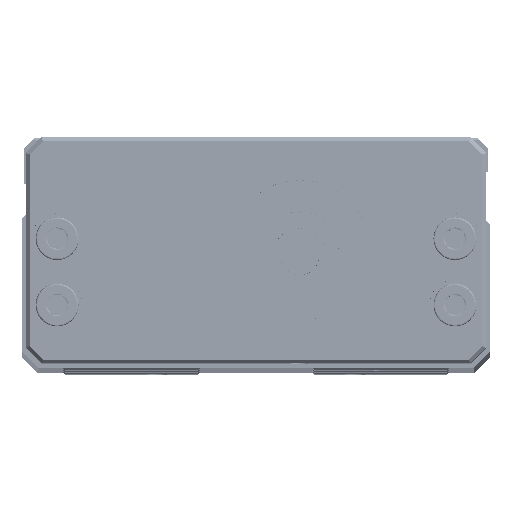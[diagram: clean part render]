
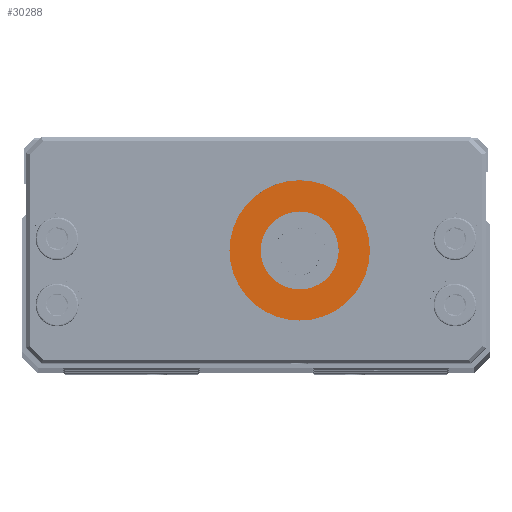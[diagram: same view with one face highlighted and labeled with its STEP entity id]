
A CAD part, top view. The second image highlights one B-rep face of the part: STEP entity #30288.
In plain terms, the highlighted planar face has unit normal (0, 0, 1).
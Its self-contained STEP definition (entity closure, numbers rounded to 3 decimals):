
#296 = EDGE_CURVE ( 'NONE', #13606, #22439, #53731, .T. ) ;
#342 = EDGE_CURVE ( 'NONE', #50061, #2568, #3252, .T. ) ;
#2030 = FACE_OUTER_BOUND ( 'NONE', #16463, .T. ) ;
#2324 = DIRECTION ( 'NONE',  ( 0., 0., -1. ) ) ;
#2568 = VERTEX_POINT ( 'NONE', #44526 ) ;
#2989 = DIRECTION ( 'NONE',  ( 0., 0., 1. ) ) ;
#3252 = CIRCLE ( 'NONE', #25930, 5. ) ;
#4850 = ORIENTED_EDGE ( 'NONE', *, *, #13696, .T. ) ;
#6992 = CARTESIAN_POINT ( 'NONE',  ( 35.1, -14.5, 8. ) ) ;
#8521 = DIRECTION ( 'NONE',  ( 0., 0., -1. ) ) ;
#13606 = VERTEX_POINT ( 'NONE', #35561 ) ;
#13696 = EDGE_CURVE ( 'NONE', #2568, #50061, #49694, .T. ) ;
#14796 = DIRECTION ( 'NONE',  ( 1., 0., 0. ) ) ;
#15081 = CIRCLE ( 'NONE', #37743, 9. ) ;
#16463 = EDGE_LOOP ( 'NONE', ( #33111, #38629 ) ) ;
#22439 = VERTEX_POINT ( 'NONE', #54097 ) ;
#24446 = DIRECTION ( 'NONE',  ( 0., 0., 1. ) ) ;
#25930 = AXIS2_PLACEMENT_3D ( 'NONE', #6992, #8521, #50860 ) ;
#27170 = DIRECTION ( 'NONE',  ( 1., 0., 0. ) ) ;
#27505 = DIRECTION ( 'NONE',  ( 1., 0., 0. ) ) ;
#27669 = CARTESIAN_POINT ( 'NONE',  ( 35.1, -14.5, 8. ) ) ;
#30288 = ADVANCED_FACE ( 'NONE', ( #2030, #61050 ), #61681, .T. ) ;
#30770 = EDGE_CURVE ( 'NONE', #22439, #13606, #15081, .T. ) ;
#31511 = AXIS2_PLACEMENT_3D ( 'NONE', #37192, #2989, #27505 ) ;
#33111 = ORIENTED_EDGE ( 'NONE', *, *, #296, .T. ) ;
#35561 = CARTESIAN_POINT ( 'NONE',  ( 44.1, -14.5, 8. ) ) ;
#36518 = CARTESIAN_POINT ( 'NONE',  ( 35.1, -14.5, 8. ) ) ;
#37192 = CARTESIAN_POINT ( 'NONE',  ( 35.1, -14.5, 8. ) ) ;
#37743 = AXIS2_PLACEMENT_3D ( 'NONE', #27669, #55481, #42811 ) ;
#38325 = AXIS2_PLACEMENT_3D ( 'NONE', #49587, #24446, #14796 ) ;
#38629 = ORIENTED_EDGE ( 'NONE', *, *, #30770, .T. ) ;
#38705 = CARTESIAN_POINT ( 'NONE',  ( 30.1, -14.5, 8. ) ) ;
#42811 = DIRECTION ( 'NONE',  ( 1., 0., 0. ) ) ;
#44526 = CARTESIAN_POINT ( 'NONE',  ( 40.1, -14.5, 8. ) ) ;
#49587 = CARTESIAN_POINT ( 'NONE',  ( 35.1, -14.5, 8. ) ) ;
#49694 = CIRCLE ( 'NONE', #52941, 5. ) ;
#50061 = VERTEX_POINT ( 'NONE', #38705 ) ;
#50860 = DIRECTION ( 'NONE',  ( 1., 0., 0. ) ) ;
#51526 = ORIENTED_EDGE ( 'NONE', *, *, #342, .T. ) ;
#52941 = AXIS2_PLACEMENT_3D ( 'NONE', #36518, #2324, #27170 ) ;
#53154 = EDGE_LOOP ( 'NONE', ( #4850, #51526 ) ) ;
#53731 = CIRCLE ( 'NONE', #38325, 9. ) ;
#54097 = CARTESIAN_POINT ( 'NONE',  ( 26.1, -14.5, 8. ) ) ;
#55481 = DIRECTION ( 'NONE',  ( 0., 0., 1. ) ) ;
#61050 = FACE_BOUND ( 'NONE', #53154, .T. ) ;
#61681 = PLANE ( 'NONE',  #31511 ) ;
